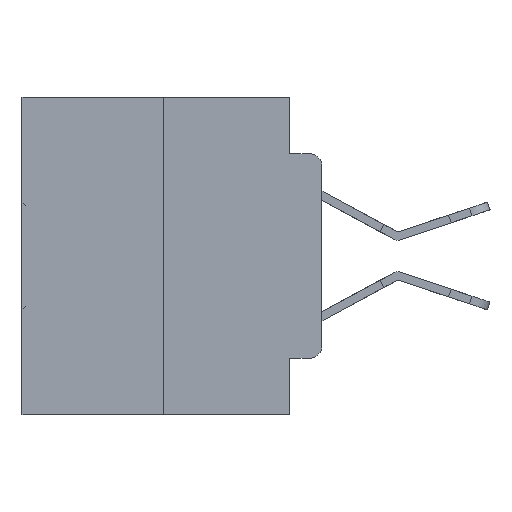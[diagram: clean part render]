
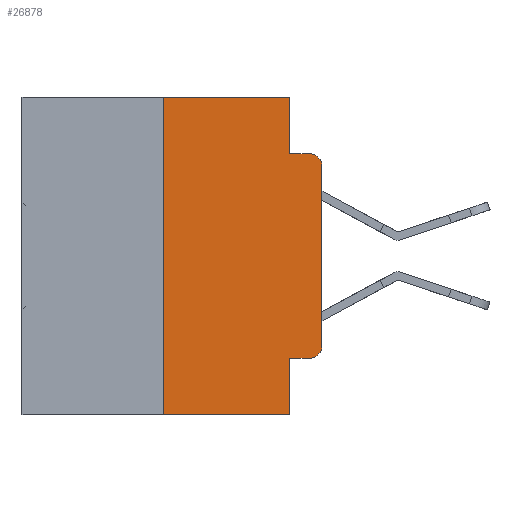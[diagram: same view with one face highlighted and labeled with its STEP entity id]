
A CAD part, left-side view. The second image highlights one B-rep face of the part: STEP entity #26878.
In plain terms, the highlighted planar face has unit normal (-1, 0, 0).
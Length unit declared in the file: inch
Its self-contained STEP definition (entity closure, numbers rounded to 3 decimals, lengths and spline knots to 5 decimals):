
#33 = ORIENTED_EDGE ( 'NONE', *, *, #30409, .T. ) ;
#176 = EDGE_CURVE ( 'NONE', #4333, #14108, #19630, .T. ) ;
#670 = CARTESIAN_POINT ( 'NONE',  ( 0., 0.25, 0. ) ) ;
#1020 = CARTESIAN_POINT ( 'NONE',  ( 0., 0.051, -0.4115 ) ) ;
#1489 = VERTEX_POINT ( 'NONE', #670 ) ;
#1669 = DIRECTION ( 'NONE',  ( 0., 0., -1. ) ) ;
#1884 = CARTESIAN_POINT ( 'NONE',  ( 0., 0.02, -0.3915 ) ) ;
#2201 = CARTESIAN_POINT ( 'NONE',  ( 0., 0.02, -0.0885 ) ) ;
#2224 = ORIENTED_EDGE ( 'NONE', *, *, #176, .T. ) ;
#2894 = ORIENTED_EDGE ( 'NONE', *, *, #12248, .F. ) ;
#3277 = ORIENTED_EDGE ( 'NONE', *, *, #11878, .F. ) ;
#3711 = CARTESIAN_POINT ( 'NONE',  ( 0., 0., -0.3915 ) ) ;
#4333 = VERTEX_POINT ( 'NONE', #1020 ) ;
#4453 = DIRECTION ( 'NONE',  ( 0., 0., -1. ) ) ;
#4985 = CARTESIAN_POINT ( 'NONE',  ( 0., 0.473, -0.5 ) ) ;
#5204 = VERTEX_POINT ( 'NONE', #30366 ) ;
#5848 = CARTESIAN_POINT ( 'NONE',  ( 0., 0.25, 0. ) ) ;
#6002 = VECTOR ( 'NONE', #6075, 39.37008 ) ;
#6075 = DIRECTION ( 'NONE',  ( 0., 0., 1. ) ) ;
#7204 = VERTEX_POINT ( 'NONE', #2201 ) ;
#8383 = DIRECTION ( 'NONE',  ( 0., 0., 1. ) ) ;
#8535 = AXIS2_PLACEMENT_3D ( 'NONE', #11228, #13792, #31548 ) ;
#9051 = LINE ( 'NONE', #31426, #21782 ) ;
#10746 = VERTEX_POINT ( 'NONE', #3711 ) ;
#10924 = VERTEX_POINT ( 'NONE', #11880 ) ;
#11228 = CARTESIAN_POINT ( 'NONE',  ( 0., 0.473, 0. ) ) ;
#11476 = LINE ( 'NONE', #5848, #24173 ) ;
#11714 = DIRECTION ( 'NONE',  ( -1., 0., 0. ) ) ;
#11878 = EDGE_CURVE ( 'NONE', #17464, #1489, #11476, .T. ) ;
#11880 = CARTESIAN_POINT ( 'NONE',  ( 0., 0., -0.1085 ) ) ;
#11945 = CIRCLE ( 'NONE', #19679, 0.02 ) ;
#12026 = DIRECTION ( 'NONE',  ( 0., 0., -1. ) ) ;
#12248 = EDGE_CURVE ( 'NONE', #1489, #5204, #21410, .T. ) ;
#12363 = DIRECTION ( 'NONE',  ( 0., -1., 0. ) ) ;
#12434 = EDGE_CURVE ( 'NONE', #29285, #7204, #9051, .T. ) ;
#12446 = FACE_OUTER_BOUND ( 'NONE', #23227, .T. ) ;
#12526 = CARTESIAN_POINT ( 'NONE',  ( 0., 0.051, -0.0885 ) ) ;
#12737 = LINE ( 'NONE', #13621, #6002 ) ;
#12907 = CARTESIAN_POINT ( 'NONE',  ( 0., 0.02, -0.4115 ) ) ;
#13468 = CARTESIAN_POINT ( 'NONE',  ( 0., 0.051, -0.4115 ) ) ;
#13621 = CARTESIAN_POINT ( 'NONE',  ( 0., 0., 0. ) ) ;
#13792 = DIRECTION ( 'NONE',  ( 1., 0., 0. ) ) ;
#14032 = LINE ( 'NONE', #32078, #26711 ) ;
#14108 = VERTEX_POINT ( 'NONE', #12907 ) ;
#14311 = VERTEX_POINT ( 'NONE', #28957 ) ;
#14500 = CARTESIAN_POINT ( 'NONE',  ( 0., 0.051, 0. ) ) ;
#14651 = VECTOR ( 'NONE', #12363, 39.37008 ) ;
#15164 = ORIENTED_EDGE ( 'NONE', *, *, #24516, .F. ) ;
#17464 = VERTEX_POINT ( 'NONE', #26232 ) ;
#19630 = LINE ( 'NONE', #13468, #25551 ) ;
#19658 = DIRECTION ( 'NONE',  ( -1., 0., 0. ) ) ;
#19679 = AXIS2_PLACEMENT_3D ( 'NONE', #26912, #11714, #29468 ) ;
#20444 = ORIENTED_EDGE ( 'NONE', *, *, #29868, .T. ) ;
#20531 = EDGE_CURVE ( 'NONE', #4333, #14311, #14032, .T. ) ;
#20993 = VECTOR ( 'NONE', #12026, 39.37008 ) ;
#21281 = ORIENTED_EDGE ( 'NONE', *, *, #27475, .T. ) ;
#21359 = DIRECTION ( 'NONE',  ( 0., -1., 0. ) ) ;
#21410 = LINE ( 'NONE', #24985, #14651 ) ;
#21782 = VECTOR ( 'NONE', #21359, 39.37008 ) ;
#21996 = ORIENTED_EDGE ( 'NONE', *, *, #20531, .F. ) ;
#22758 = EDGE_CURVE ( 'NONE', #10746, #10924, #12737, .T. ) ;
#22763 = DIRECTION ( 'NONE',  ( 0., -1., 0. ) ) ;
#23227 = EDGE_LOOP ( 'NONE', ( #24468, #33, #24096, #15164, #2894, #3277, #21281, #21996, #2224, #20444 ) ) ;
#24096 = ORIENTED_EDGE ( 'NONE', *, *, #12434, .F. ) ;
#24173 = VECTOR ( 'NONE', #8383, 39.37008 ) ;
#24468 = ORIENTED_EDGE ( 'NONE', *, *, #22758, .T. ) ;
#24516 = EDGE_CURVE ( 'NONE', #5204, #29285, #27666, .T. ) ;
#24985 = CARTESIAN_POINT ( 'NONE',  ( 0., 0.473, 0. ) ) ;
#25551 = VECTOR ( 'NONE', #30459, 39.37008 ) ;
#26034 = VECTOR ( 'NONE', #22763, 39.37008 ) ;
#26232 = CARTESIAN_POINT ( 'NONE',  ( 0., 0.25, -0.5 ) ) ;
#26429 = PLANE ( 'NONE',  #8535 ) ;
#26711 = VECTOR ( 'NONE', #1669, 39.37008 ) ;
#26878 = ADVANCED_FACE ( 'NONE', ( #12446 ), #26429, .F. ) ;
#26912 = CARTESIAN_POINT ( 'NONE',  ( 0., 0.02, -0.1085 ) ) ;
#27475 = EDGE_CURVE ( 'NONE', #17464, #14311, #31221, .T. ) ;
#27666 = LINE ( 'NONE', #14500, #20993 ) ;
#27696 = AXIS2_PLACEMENT_3D ( 'NONE', #1884, #19658, #4453 ) ;
#27847 = CIRCLE ( 'NONE', #27696, 0.02 ) ;
#28957 = CARTESIAN_POINT ( 'NONE',  ( 0., 0.051, -0.5 ) ) ;
#29285 = VERTEX_POINT ( 'NONE', #12526 ) ;
#29468 = DIRECTION ( 'NONE',  ( 0., 0., -1. ) ) ;
#29868 = EDGE_CURVE ( 'NONE', #14108, #10746, #27847, .T. ) ;
#30366 = CARTESIAN_POINT ( 'NONE',  ( 0., 0.051, 0. ) ) ;
#30409 = EDGE_CURVE ( 'NONE', #10924, #7204, #11945, .T. ) ;
#30459 = DIRECTION ( 'NONE',  ( 0., -1., 0. ) ) ;
#31221 = LINE ( 'NONE', #4985, #26034 ) ;
#31426 = CARTESIAN_POINT ( 'NONE',  ( 0., 0.051, -0.0885 ) ) ;
#31548 = DIRECTION ( 'NONE',  ( 0., 0., -1. ) ) ;
#32078 = CARTESIAN_POINT ( 'NONE',  ( 0., 0.051, 0. ) ) ;
